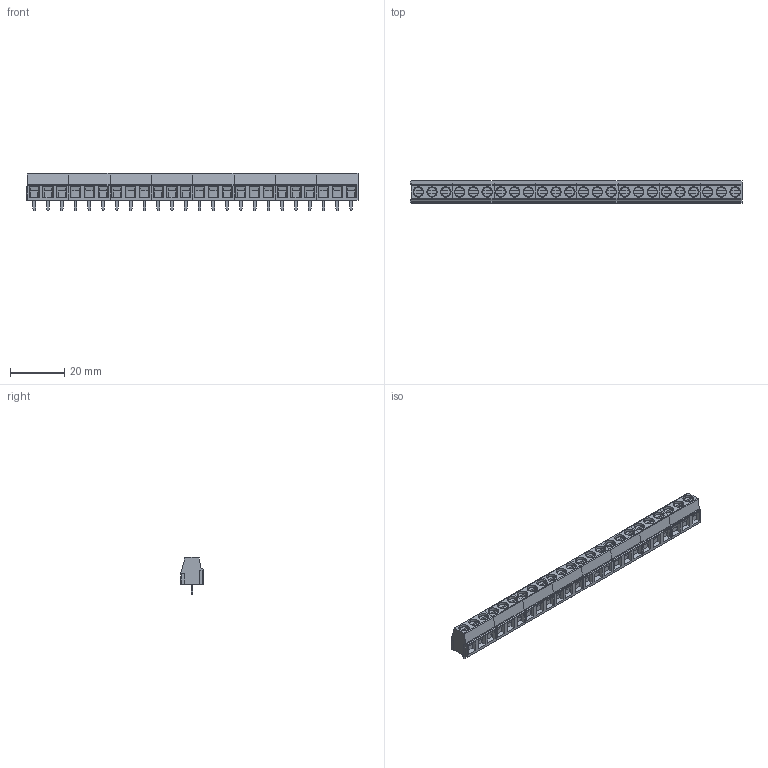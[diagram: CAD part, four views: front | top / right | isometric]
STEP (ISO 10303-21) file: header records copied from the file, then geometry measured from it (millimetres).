
FILE_DESCRIPTION(('FreeCAD Model'),'2;1');
FILE_NAME('Open CASCADE Shape Model','2024-11-08T13:54:15',(''),(''), 'Open CASCADE STEP processor 7.6','FreeCAD','Unknown');
FILE_SCHEMA(('AUTOMOTIVE_DESIGN { 1 0 10303 214 1 1 1 1 }'));
Products named in the file (1): CUI_DEVICES_TB006-508-24BE
Bounding box: 122.42 x 8.2 x 13.8 mm (x, y, z)
Volume: 8276.3 mm3; surface area: 6204.6 mm2
Topology: 1 solids, 25 shells, 1292 faces, 3064 edges, 1918 vertices
Faces by surface type: plane 860, bspline 192, cylinder 144, cone 96
Entity records: 57280 total; most frequent: CARTESIAN_POINT 19659, ORIENTED_EDGE 6128, DIRECTION 5461, EDGE_CURVE 3064, LINE 2053, VECTOR 2053, VERTEX_POINT 1918, AXIS2_PLACEMENT_3D 1704
